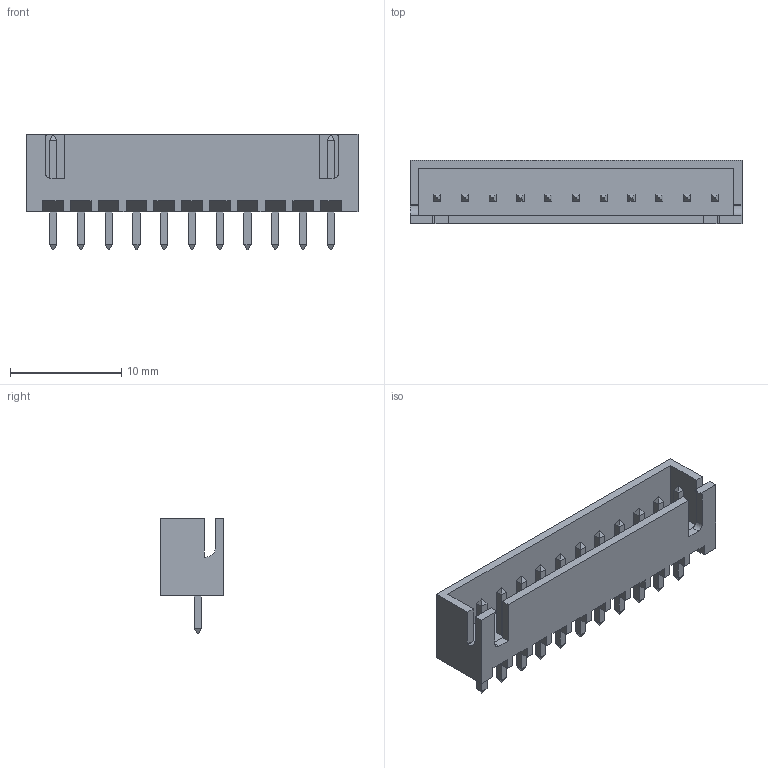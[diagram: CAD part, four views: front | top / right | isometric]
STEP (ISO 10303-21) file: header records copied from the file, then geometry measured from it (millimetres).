
FILE_DESCRIPTION(('FreeCAD Model'),'2;1');
FILE_NAME('B11B-XH-A.step', '2019-08-19T01:01:47',('Author'),(''), 'Open CASCADE STEP processor 6.8','FreeCAD','Unknown');
FILE_SCHEMA(('AUTOMOTIVE_DESIGN_CC2 { 1 2 10303 214 -1 1 5 4 }'));
Length unit declared in the file: millimetre
Products named in the file (1): B11B-XH-A
Bounding box: 29.9 x 5.75 x 10.4 mm (x, y, z)
Volume: 579.1 mm3; surface area: 1381.6 mm2
Topology: 1 solids, 1 shells, 294 faces, 722 edges, 452 vertices
Faces by surface type: plane 288, cylinder 6
Entity records: 10445 total; most frequent: CARTESIAN_POINT 1469, ORIENTED_EDGE 1444, DIRECTION 1324, EDGE_CURVE 722, LINE 710, VECTOR 710, VERTEX_POINT 452, FACE_BOUND 316
